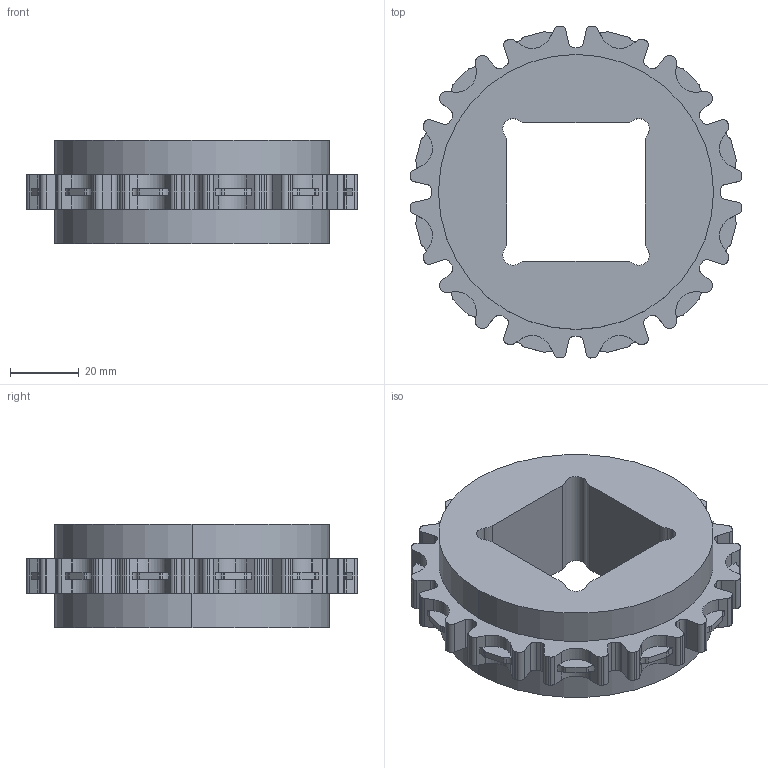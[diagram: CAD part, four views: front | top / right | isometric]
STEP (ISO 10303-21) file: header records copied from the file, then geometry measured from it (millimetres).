
FILE_DESCRIPTION (( 'STEP AP203' ), '1' );
FILE_NAME ('C-EC254SQ40Z12-POM.STEP', '2025-02-25T05:22:34', ( '' ), ( '' ), 'SwSTEP 2.0', 'SolidWorks 2022', '' );
FILE_SCHEMA (( 'CONFIG_CONTROL_DESIGN' ));
Length unit declared in the file: millimetre
Products named in the file (1): C-EC254SQ40Z12-POM
Bounding box: 96.56 x 96.55 x 30 mm (x, y, z)
Volume: 116203.6 mm3; surface area: 24785.6 mm2
Topology: 1 solids, 1 shells, 316 faces, 936 edges, 624 vertices
Faces by surface type: cylinder 212, plane 104
Entity records: 10845 total; most frequent: DIRECTION 1994, CARTESIAN_POINT 1877, ORIENTED_EDGE 1872, EDGE_CURVE 936, AXIS2_PLACEMENT_3D 741, VERTEX_POINT 624, LINE 512, VECTOR 512
